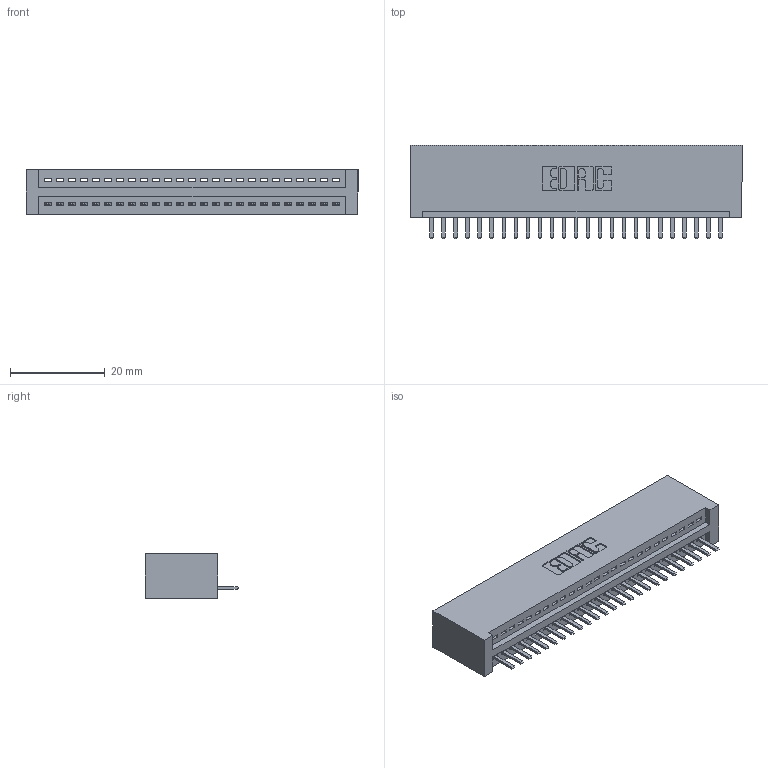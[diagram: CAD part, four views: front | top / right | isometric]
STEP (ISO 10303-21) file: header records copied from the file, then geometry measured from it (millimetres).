
FILE_DESCRIPTION (( 'STEP AP203' ), '1' );
FILE_NAME ('345-025-520-101.STEP', '2018-08-21T10:25:37', ( '' ), ( '' ), 'SwSTEP 2.0', 'SolidWorks 2016', '' );
FILE_SCHEMA (( 'CONFIG_CONTROL_DESIGN' ));
Length unit declared in the file: inch
Products named in the file (3): 345 Part_No Mounting Lugs; 345-292-001_345-293-120; 345-025-520-101
Assembly tree (26 placements, depth 2):
  345-025-520-101
    345 Part_No Mounting Lugs
    345-292-001_345-293-120  x25
Bounding box: 70.1 x 19.68 x 9.4 mm (x, y, z)
Volume: 7031.7 mm3; surface area: 9068.4 mm2
Topology: 26 solids, 26 shells, 1668 faces, 4917 edges, 3210 vertices
Faces by surface type: plane 1126, cylinder 542
Entity records: 20941 total; most frequent: CARTESIAN_POINT 3647, ORIENTED_EDGE 3594, DIRECTION 3191, EDGE_CURVE 1797, VECTOR 1569, LINE 1569, VERTEX_POINT 1194, AXIS2_PLACEMENT_3D 811
